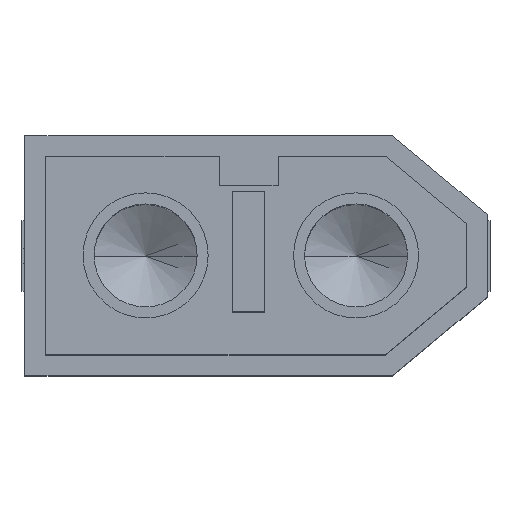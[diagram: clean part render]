
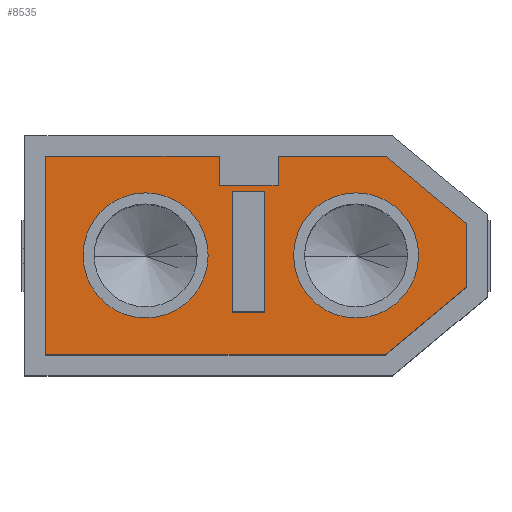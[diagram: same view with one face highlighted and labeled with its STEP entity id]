
A CAD part, top view. The second image highlights one B-rep face of the part: STEP entity #8535.
In plain terms, the highlighted planar face has unit normal (0, 0, 1).
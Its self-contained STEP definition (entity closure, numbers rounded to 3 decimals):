
#25 = CARTESIAN_POINT ( 'NONE',  ( 0.7, -3.375, 0. ) ) ;
#146 = FACE_OUTER_BOUND ( 'NONE', #3615, .T. ) ;
#215 = ORIENTED_EDGE ( 'NONE', *, *, #12641, .T. ) ;
#262 = CIRCLE ( 'NONE', #7350, 2.125 ) ;
#307 = DIRECTION ( 'NONE',  ( -1., 0., 0. ) ) ;
#325 = CARTESIAN_POINT ( 'NONE',  ( 6.6, 2.375, 0. ) ) ;
#331 = VECTOR ( 'NONE', #10622, 1000. ) ;
#725 = DIRECTION ( 'NONE',  ( 0., 1., 0. ) ) ;
#727 = ORIENTED_EDGE ( 'NONE', *, *, #3332, .T. ) ;
#753 = CARTESIAN_POINT ( 'NONE',  ( 0.7, -3.375, 0. ) ) ;
#957 = DIRECTION ( 'NONE',  ( 0., 1., 0. ) ) ;
#984 = VECTOR ( 'NONE', #11225, 1000. ) ;
#1012 = LINE ( 'NONE', #25, #331 ) ;
#1018 = EDGE_CURVE ( 'NONE', #4391, #11279, #7093, .T. ) ;
#1188 = VECTOR ( 'NONE', #4478, 1000. ) ;
#1191 = PLANE ( 'NONE',  #6709 ) ;
#1217 = VECTOR ( 'NONE', #11779, 1000. ) ;
#1468 = EDGE_CURVE ( 'NONE', #10913, #5766, #1012, .T. ) ;
#1612 = LINE ( 'NONE', #9085, #2301 ) ;
#1744 = CARTESIAN_POINT ( 'NONE',  ( 6.6, 3.375, 0. ) ) ;
#1919 = ORIENTED_EDGE ( 'NONE', *, *, #1468, .T. ) ;
#2165 = EDGE_CURVE ( 'NONE', #9951, #12124, #11300, .T. ) ;
#2196 = CARTESIAN_POINT ( 'NONE',  ( 11.25, 0., 0. ) ) ;
#2301 = VECTOR ( 'NONE', #12185, 1000. ) ;
#2384 = CARTESIAN_POINT ( 'NONE',  ( 0., -4.075, 0. ) ) ;
#2400 = DIRECTION ( 'NONE',  ( 0., 0., -1. ) ) ;
#2619 = VERTEX_POINT ( 'NONE', #11287 ) ;
#2642 = CARTESIAN_POINT ( 'NONE',  ( 8.6, 3.375, 0. ) ) ;
#2646 = CARTESIAN_POINT ( 'NONE',  ( 0.7, 3.375, 0. ) ) ;
#2904 = ORIENTED_EDGE ( 'NONE', *, *, #8676, .T. ) ;
#3270 = DIRECTION ( 'NONE',  ( -0.767, 0.641, 0. ) ) ;
#3332 = EDGE_CURVE ( 'NONE', #13177, #5438, #10215, .T. ) ;
#3501 = EDGE_CURVE ( 'NONE', #9827, #7878, #6054, .T. ) ;
#3518 = CARTESIAN_POINT ( 'NONE',  ( 7.05, 2.175, 0. ) ) ;
#3553 = CARTESIAN_POINT ( 'NONE',  ( 1.975, 0., 0. ) ) ;
#3605 = CARTESIAN_POINT ( 'NONE',  ( 6.225, 0., 0. ) ) ;
#3615 = EDGE_LOOP ( 'NONE', ( #8844, #7080, #5807, #1919, #215, #6924, #7889, #2904, #9667, #4114 ) ) ;
#3686 = EDGE_CURVE ( 'NONE', #11279, #10091, #13665, .T. ) ;
#3808 = AXIS2_PLACEMENT_3D ( 'NONE', #2196, #2400, #10625 ) ;
#3818 = ORIENTED_EDGE ( 'NONE', *, *, #4286, .T. ) ;
#3872 = ORIENTED_EDGE ( 'NONE', *, *, #13280, .T. ) ;
#4114 = ORIENTED_EDGE ( 'NONE', *, *, #1018, .F. ) ;
#4136 = CARTESIAN_POINT ( 'NONE',  ( 8.6, 2.375, 0. ) ) ;
#4248 = DIRECTION ( 'NONE',  ( 0., 1., 0. ) ) ;
#4286 = EDGE_CURVE ( 'NONE', #5438, #13177, #4304, .T. ) ;
#4292 = CARTESIAN_POINT ( 'NONE',  ( 11.25, 0., 0. ) ) ;
#4304 = CIRCLE ( 'NONE', #10266, 2.125 ) ;
#4391 = VERTEX_POINT ( 'NONE', #325 ) ;
#4472 = VERTEX_POINT ( 'NONE', #9372 ) ;
#4478 = DIRECTION ( 'NONE',  ( 0., -1., 0. ) ) ;
#4572 = AXIS2_PLACEMENT_3D ( 'NONE', #8636, #9530, #307 ) ;
#4881 = LINE ( 'NONE', #7948, #11097 ) ;
#4926 = VERTEX_POINT ( 'NONE', #3605 ) ;
#4937 = CARTESIAN_POINT ( 'NONE',  ( 12.246, 3.375, 0. ) ) ;
#5348 = EDGE_CURVE ( 'NONE', #6618, #9951, #10017, .T. ) ;
#5419 = VERTEX_POINT ( 'NONE', #12420 ) ;
#5438 = VERTEX_POINT ( 'NONE', #9051 ) ;
#5766 = VERTEX_POINT ( 'NONE', #7562 ) ;
#5797 = EDGE_CURVE ( 'NONE', #5419, #7701, #11761, .T. ) ;
#5807 = ORIENTED_EDGE ( 'NONE', *, *, #11791, .T. ) ;
#5938 = CARTESIAN_POINT ( 'NONE',  ( 7.05, 2.175, 0. ) ) ;
#6054 = LINE ( 'NONE', #4937, #13583 ) ;
#6080 = VECTOR ( 'NONE', #725, 1000. ) ;
#6211 = ORIENTED_EDGE ( 'NONE', *, *, #10528, .F. ) ;
#6256 = CARTESIAN_POINT ( 'NONE',  ( 0.7, 3.375, 0. ) ) ;
#6268 = VECTOR ( 'NONE', #957, 1000. ) ;
#6315 = DIRECTION ( 'NONE',  ( -1., 0., 0. ) ) ;
#6432 = DIRECTION ( 'NONE',  ( 0., 0., -1. ) ) ;
#6605 = DIRECTION ( 'NONE',  ( 1., 0., 0. ) ) ;
#6618 = VERTEX_POINT ( 'NONE', #10584 ) ;
#6709 = AXIS2_PLACEMENT_3D ( 'NONE', #2384, #9710, #11915 ) ;
#6924 = ORIENTED_EDGE ( 'NONE', *, *, #9185, .T. ) ;
#7080 = ORIENTED_EDGE ( 'NONE', *, *, #3501, .T. ) ;
#7093 = LINE ( 'NONE', #10342, #984 ) ;
#7336 = CARTESIAN_POINT ( 'NONE',  ( 15., -1.073, 0. ) ) ;
#7350 = AXIS2_PLACEMENT_3D ( 'NONE', #8161, #12426, #13026 ) ;
#7447 = CARTESIAN_POINT ( 'NONE',  ( 12.246, 3.375, 0. ) ) ;
#7500 = VERTEX_POINT ( 'NONE', #3553 ) ;
#7515 = LINE ( 'NONE', #6256, #1217 ) ;
#7562 = CARTESIAN_POINT ( 'NONE',  ( 12.246, -3.375, 0. ) ) ;
#7651 = CARTESIAN_POINT ( 'NONE',  ( 8.15, 2.175, 0. ) ) ;
#7657 = ORIENTED_EDGE ( 'NONE', *, *, #5348, .F. ) ;
#7696 = DIRECTION ( 'NONE',  ( -1., 0., 0. ) ) ;
#7701 = VERTEX_POINT ( 'NONE', #7447 ) ;
#7763 = EDGE_CURVE ( 'NONE', #7500, #4926, #262, .T. ) ;
#7791 = VECTOR ( 'NONE', #6315, 1000. ) ;
#7870 = VECTOR ( 'NONE', #3270, 1000. ) ;
#7874 = VECTOR ( 'NONE', #13457, 1000. ) ;
#7878 = VERTEX_POINT ( 'NONE', #2646 ) ;
#7889 = ORIENTED_EDGE ( 'NONE', *, *, #5797, .T. ) ;
#7948 = CARTESIAN_POINT ( 'NONE',  ( 12.246, 3.375, 0. ) ) ;
#7959 = ORIENTED_EDGE ( 'NONE', *, *, #7763, .T. ) ;
#8161 = CARTESIAN_POINT ( 'NONE',  ( 4.1, 0., 0. ) ) ;
#8267 = VECTOR ( 'NONE', #6605, 1000. ) ;
#8345 = CARTESIAN_POINT ( 'NONE',  ( 12.246, -3.375, 0. ) ) ;
#8535 = ADVANCED_FACE ( 'NONE', ( #13027, #11641, #146, #9779 ), #1191, .T. ) ;
#8613 = CARTESIAN_POINT ( 'NONE',  ( 7.05, -1.925, 0. ) ) ;
#8636 = CARTESIAN_POINT ( 'NONE',  ( 4.1, 0., 0. ) ) ;
#8676 = EDGE_CURVE ( 'NONE', #7701, #10091, #4881, .T. ) ;
#8844 = ORIENTED_EDGE ( 'NONE', *, *, #9769, .F. ) ;
#9051 = CARTESIAN_POINT ( 'NONE',  ( 13.375, 0., 0. ) ) ;
#9065 = CARTESIAN_POINT ( 'NONE',  ( 9.125, 0., 0. ) ) ;
#9085 = CARTESIAN_POINT ( 'NONE',  ( 6.6, 3.375, 0. ) ) ;
#9160 = DIRECTION ( 'NONE',  ( -1., 0., 0. ) ) ;
#9185 = EDGE_CURVE ( 'NONE', #4472, #5419, #10443, .T. ) ;
#9370 = LINE ( 'NONE', #8345, #7874 ) ;
#9372 = CARTESIAN_POINT ( 'NONE',  ( 15., -1.073, 0. ) ) ;
#9509 = CARTESIAN_POINT ( 'NONE',  ( 8.6, 3.375, 0. ) ) ;
#9530 = DIRECTION ( 'NONE',  ( 0., 0., -1. ) ) ;
#9541 = ORIENTED_EDGE ( 'NONE', *, *, #10004, .F. ) ;
#9667 = ORIENTED_EDGE ( 'NONE', *, *, #3686, .F. ) ;
#9674 = CARTESIAN_POINT ( 'NONE',  ( 7.05, -1.925, 0. ) ) ;
#9710 = DIRECTION ( 'NONE',  ( 0., 0., 1. ) ) ;
#9769 = EDGE_CURVE ( 'NONE', #9827, #4391, #1612, .T. ) ;
#9779 = FACE_BOUND ( 'NONE', #13396, .T. ) ;
#9827 = VERTEX_POINT ( 'NONE', #1744 ) ;
#9951 = VERTEX_POINT ( 'NONE', #7651 ) ;
#10004 = EDGE_CURVE ( 'NONE', #2619, #6618, #10736, .T. ) ;
#10017 = LINE ( 'NONE', #11384, #6080 ) ;
#10091 = VERTEX_POINT ( 'NONE', #2642 ) ;
#10215 = CIRCLE ( 'NONE', #3808, 2.125 ) ;
#10266 = AXIS2_PLACEMENT_3D ( 'NONE', #4292, #6432, #7696 ) ;
#10322 = EDGE_LOOP ( 'NONE', ( #7959, #3872 ) ) ;
#10342 = CARTESIAN_POINT ( 'NONE',  ( 6.6, 2.375, 0. ) ) ;
#10443 = LINE ( 'NONE', #7336, #6268 ) ;
#10528 = EDGE_CURVE ( 'NONE', #12124, #2619, #11880, .T. ) ;
#10584 = CARTESIAN_POINT ( 'NONE',  ( 8.15, -1.925, 0. ) ) ;
#10622 = DIRECTION ( 'NONE',  ( 1., 0., 0. ) ) ;
#10625 = DIRECTION ( 'NONE',  ( -1., 0., 0. ) ) ;
#10736 = LINE ( 'NONE', #8613, #8267 ) ;
#10913 = VERTEX_POINT ( 'NONE', #753 ) ;
#11097 = VECTOR ( 'NONE', #13334, 1000. ) ;
#11225 = DIRECTION ( 'NONE',  ( 1., 0., 0. ) ) ;
#11265 = ORIENTED_EDGE ( 'NONE', *, *, #2165, .F. ) ;
#11279 = VERTEX_POINT ( 'NONE', #4136 ) ;
#11287 = CARTESIAN_POINT ( 'NONE',  ( 7.05, -1.925, 0. ) ) ;
#11300 = LINE ( 'NONE', #5938, #7791 ) ;
#11384 = CARTESIAN_POINT ( 'NONE',  ( 8.15, -1.925, 0. ) ) ;
#11641 = FACE_BOUND ( 'NONE', #10322, .T. ) ;
#11761 = LINE ( 'NONE', #13710, #7870 ) ;
#11779 = DIRECTION ( 'NONE',  ( 0., -1., 0. ) ) ;
#11791 = EDGE_CURVE ( 'NONE', #7878, #10913, #7515, .T. ) ;
#11880 = LINE ( 'NONE', #9674, #1188 ) ;
#11915 = DIRECTION ( 'NONE',  ( 1., 0., 0. ) ) ;
#12124 = VERTEX_POINT ( 'NONE', #3518 ) ;
#12185 = DIRECTION ( 'NONE',  ( 0., -1., 0. ) ) ;
#12420 = CARTESIAN_POINT ( 'NONE',  ( 15., 1.073, 0. ) ) ;
#12426 = DIRECTION ( 'NONE',  ( 0., 0., -1. ) ) ;
#12442 = VECTOR ( 'NONE', #4248, 1000. ) ;
#12641 = EDGE_CURVE ( 'NONE', #5766, #4472, #9370, .T. ) ;
#12814 = EDGE_LOOP ( 'NONE', ( #727, #3818 ) ) ;
#13026 = DIRECTION ( 'NONE',  ( -1., 0., 0. ) ) ;
#13027 = FACE_BOUND ( 'NONE', #12814, .T. ) ;
#13177 = VERTEX_POINT ( 'NONE', #9065 ) ;
#13184 = CIRCLE ( 'NONE', #4572, 2.125 ) ;
#13280 = EDGE_CURVE ( 'NONE', #4926, #7500, #13184, .T. ) ;
#13334 = DIRECTION ( 'NONE',  ( -1., 0., 0. ) ) ;
#13396 = EDGE_LOOP ( 'NONE', ( #11265, #7657, #9541, #6211 ) ) ;
#13457 = DIRECTION ( 'NONE',  ( 0.767, 0.641, 0. ) ) ;
#13583 = VECTOR ( 'NONE', #9160, 1000. ) ;
#13665 = LINE ( 'NONE', #9509, #12442 ) ;
#13710 = CARTESIAN_POINT ( 'NONE',  ( 15., 1.073, 0. ) ) ;
